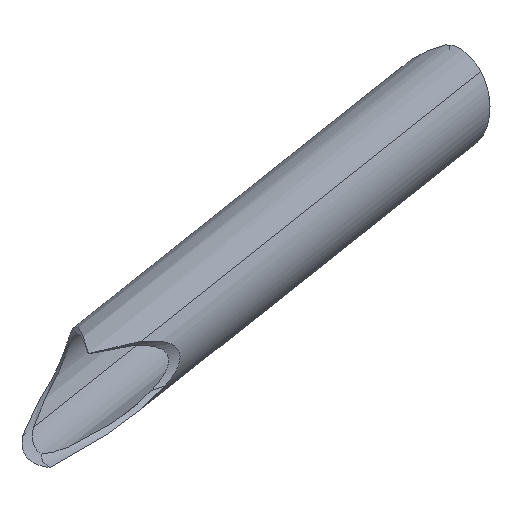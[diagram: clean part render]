
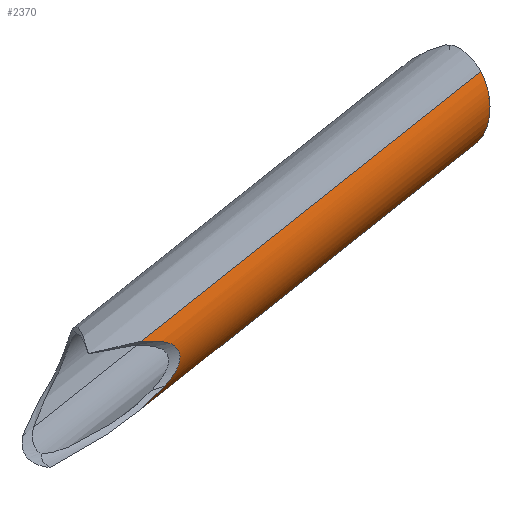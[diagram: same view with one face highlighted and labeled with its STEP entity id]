
A CAD part, top view. The second image highlights one B-rep face of the part: STEP entity #2370.
In plain terms, the highlighted cylindrical face has radius 12.5 mm (diameter 25 mm), a partial arc.
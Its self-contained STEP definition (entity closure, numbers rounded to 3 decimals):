
#971=CARTESIAN_POINT('Vertex',(-593.275,164.557,459.716)) ;
#975=CARTESIAN_POINT('Control Point',(-593.275,164.557,459.716)) ;
#976=CARTESIAN_POINT('Control Point',(-593.402,163.967,460.896)) ;
#977=CARTESIAN_POINT('Control Point',(-593.488,163.357,462.066)) ;
#978=CARTESIAN_POINT('Control Point',(-593.518,162.722,463.221)) ;
#979=CARTESIAN_POINT('Control Point',(-593.423,161.482,465.316)) ;
#980=CARTESIAN_POINT('Control Point',(-592.829,160.139,467.252)) ;
#981=CARTESIAN_POINT('Control Point',(-592.413,159.501,468.093)) ;
#982=CARTESIAN_POINT('Control Point',(-591.258,158.389,469.44)) ;
#983=CARTESIAN_POINT('Control Point',(-589.53,157.593,470.477)) ;
#984=CARTESIAN_POINT('Control Point',(-588.658,157.333,470.886)) ;
#985=CARTESIAN_POINT('Control Point',(-587.741,157.181,471.269)) ;
#986=CARTESIAN_POINT('Control Point',(-586.804,157.136,471.637)) ;
#987=CARTESIAN_POINT('Vertex',(-586.804,157.136,471.637)) ;
#2102=CARTESIAN_POINT('Vertex',(-505.711,234.566,177.215)) ;
#2105=CARTESIAN_POINT('Line Origine',(-550.295,198.921,321.053)) ;
#2120=CARTESIAN_POINT('Vertex',(-565.315,186.911,437.289)) ;
#2123=CARTESIAN_POINT('Line Origine',(-532.145,213.431,330.274)) ;
#2127=CARTESIAN_POINT('Vertex',(-485.42,250.789,179.527)) ;
#2156=CARTESIAN_POINT('Control Point',(-586.804,157.136,471.637)) ;
#2157=CARTESIAN_POINT('Control Point',(-584.682,158.206,467.47)) ;
#2158=CARTESIAN_POINT('Control Point',(-582.557,159.336,463.321)) ;
#2159=CARTESIAN_POINT('Control Point',(-580.437,160.525,459.209)) ;
#2160=CARTESIAN_POINT('Control Point',(-576.399,162.911,451.427)) ;
#2161=CARTESIAN_POINT('Control Point',(-572.352,165.581,443.742)) ;
#2162=CARTESIAN_POINT('Control Point',(-570.47,166.894,440.197)) ;
#2163=CARTESIAN_POINT('Control Point',(-567.491,169.095,434.638)) ;
#2164=CARTESIAN_POINT('Control Point',(-564.515,171.596,429.209)) ;
#2165=CARTESIAN_POINT('Control Point',(-563.469,172.522,427.321)) ;
#2166=CARTESIAN_POINT('Control Point',(-562.087,173.817,424.856)) ;
#2167=CARTESIAN_POINT('Control Point',(-560.716,175.264,422.476)) ;
#2168=CARTESIAN_POINT('Control Point',(-560.4,175.607,421.933)) ;
#2169=CARTESIAN_POINT('Control Point',(-560.085,175.961,421.395)) ;
#2170=CARTESIAN_POINT('Control Point',(-559.771,176.328,420.865)) ;
#2171=CARTESIAN_POINT('Vertex',(-559.771,176.328,420.865)) ;
#2192=CARTESIAN_POINT('Control Point',(-565.315,186.911,437.289)) ;
#2193=CARTESIAN_POINT('Control Point',(-564.346,187.011,435.224)) ;
#2194=CARTESIAN_POINT('Control Point',(-563.382,187.072,433.155)) ;
#2195=CARTESIAN_POINT('Control Point',(-562.438,187.085,431.112)) ;
#2196=CARTESIAN_POINT('Control Point',(-560.917,187.019,427.781)) ;
#2197=CARTESIAN_POINT('Control Point',(-559.439,186.716,424.445)) ;
#2198=CARTESIAN_POINT('Control Point',(-558.906,186.562,423.223)) ;
#2199=CARTESIAN_POINT('Control Point',(-558.084,186.245,421.306)) ;
#2200=CARTESIAN_POINT('Control Point',(-557.322,185.693,419.422)) ;
#2201=CARTESIAN_POINT('Control Point',(-557.074,185.469,418.791)) ;
#2202=CARTESIAN_POINT('Control Point',(-556.733,185.082,417.89)) ;
#2203=CARTESIAN_POINT('Control Point',(-556.463,184.519,417.07)) ;
#2204=CARTESIAN_POINT('Control Point',(-556.391,184.336,416.839)) ;
#2205=CARTESIAN_POINT('Control Point',(-556.294,184.005,416.491)) ;
#2206=CARTESIAN_POINT('Control Point',(-556.24,183.61,416.21)) ;
#2207=CARTESIAN_POINT('Control Point',(-556.227,183.449,416.115)) ;
#2208=CARTESIAN_POINT('Control Point',(-556.218,183.093,415.949)) ;
#2209=CARTESIAN_POINT('Control Point',(-556.25,182.71,415.86)) ;
#2210=CARTESIAN_POINT('Control Point',(-556.279,182.506,415.838)) ;
#2211=CARTESIAN_POINT('Control Point',(-556.369,182.03,415.837)) ;
#2212=CARTESIAN_POINT('Control Point',(-556.503,181.574,415.938)) ;
#2213=CARTESIAN_POINT('Control Point',(-556.59,181.323,416.023)) ;
#2214=CARTESIAN_POINT('Control Point',(-556.904,180.508,416.369)) ;
#2215=CARTESIAN_POINT('Control Point',(-557.275,179.801,416.881)) ;
#2216=CARTESIAN_POINT('Control Point',(-557.54,179.346,417.268)) ;
#2217=CARTESIAN_POINT('Control Point',(-558.138,178.404,418.178)) ;
#2218=CARTESIAN_POINT('Control Point',(-558.757,177.567,419.175)) ;
#2219=CARTESIAN_POINT('Control Point',(-559.092,177.138,419.725)) ;
#2220=CARTESIAN_POINT('Control Point',(-559.431,176.726,420.29)) ;
#2221=CARTESIAN_POINT('Control Point',(-559.771,176.328,420.865)) ;
#2243=CARTESIAN_POINT('Vertex',(-492.515,232.636,166.954)) ;
#2247=CARTESIAN_POINT('Control Point',(-492.515,232.636,166.955)) ;
#2248=CARTESIAN_POINT('Control Point',(-492.662,232.606,167.061)) ;
#2249=CARTESIAN_POINT('Control Point',(-492.811,232.577,167.168)) ;
#2250=CARTESIAN_POINT('Control Point',(-492.978,232.545,167.289)) ;
#2251=CARTESIAN_POINT('Control Point',(-493.535,232.445,167.694)) ;
#2252=CARTESIAN_POINT('Control Point',(-494.092,232.363,168.102)) ;
#2253=CARTESIAN_POINT('Control Point',(-494.447,232.318,168.362)) ;
#2254=CARTESIAN_POINT('Control Point',(-496.371,232.109,169.782)) ;
#2255=CARTESIAN_POINT('Control Point',(-498.292,232.109,171.231)) ;
#2256=CARTESIAN_POINT('Control Point',(-499.836,232.257,172.42)) ;
#2257=CARTESIAN_POINT('Control Point',(-501.995,232.703,174.119)) ;
#2258=CARTESIAN_POINT('Control Point',(-504.028,233.565,175.789)) ;
#2259=CARTESIAN_POINT('Control Point',(-504.609,233.855,176.272)) ;
#2260=CARTESIAN_POINT('Control Point',(-505.172,234.188,176.749)) ;
#2261=CARTESIAN_POINT('Control Point',(-505.711,234.566,177.215)) ;
#2306=CARTESIAN_POINT('Vertex',(-483.403,244.511,181.031)) ;
#2310=CARTESIAN_POINT('Control Point',(-492.515,232.636,166.954)) ;
#2311=CARTESIAN_POINT('Control Point',(-492.114,232.53,167.46)) ;
#2312=CARTESIAN_POINT('Control Point',(-491.713,232.451,167.971)) ;
#2313=CARTESIAN_POINT('Control Point',(-491.312,232.401,168.486)) ;
#2314=CARTESIAN_POINT('Control Point',(-489.808,232.32,170.441)) ;
#2315=CARTESIAN_POINT('Control Point',(-488.344,232.659,172.419)) ;
#2316=CARTESIAN_POINT('Control Point',(-487.31,233.15,173.862)) ;
#2317=CARTESIAN_POINT('Control Point',(-485.66,234.455,176.257)) ;
#2318=CARTESIAN_POINT('Control Point',(-484.404,236.541,178.279)) ;
#2319=CARTESIAN_POINT('Control Point',(-483.963,237.564,179.042)) ;
#2320=CARTESIAN_POINT('Control Point',(-483.409,239.517,180.121)) ;
#2321=CARTESIAN_POINT('Control Point',(-483.228,241.705,180.753)) ;
#2322=CARTESIAN_POINT('Control Point',(-483.221,242.637,180.931)) ;
#2323=CARTESIAN_POINT('Control Point',(-483.281,243.578,181.022)) ;
#2324=CARTESIAN_POINT('Control Point',(-483.403,244.511,181.031)) ;
#2339=CARTESIAN_POINT('Control Point',(-485.42,250.789,179.527)) ;
#2340=CARTESIAN_POINT('Control Point',(-484.685,249.417,180.24)) ;
#2341=CARTESIAN_POINT('Control Point',(-484.069,247.882,180.77)) ;
#2342=CARTESIAN_POINT('Control Point',(-483.625,246.209,181.048)) ;
#2343=CARTESIAN_POINT('Control Point',(-483.403,244.511,181.031)) ;
#2355=CARTESIAN_POINT('Axis2P3D Location',(-541.22,206.176,325.664)) ;
#2106=DIRECTION('Vector Direction',(0.288,0.23,-0.929)) ;
#2124=DIRECTION('Vector Direction',(0.288,0.23,-0.929)) ;
#2356=DIRECTION('Axis2P3D Direction',(0.288,0.23,-0.929)) ;
#2357=DIRECTION('Axis2P3D XDirection',(0.726,0.58,0.369)) ;
#2358=AXIS2_PLACEMENT_3D('Cylinder Axis2P3D',#2355,#2356,#2357) ;
#2361=ORIENTED_EDGE('',*,*,#2325,.T.) ;
#2362=ORIENTED_EDGE('',*,*,#2344,.F.) ;
#2363=ORIENTED_EDGE('',*,*,#2129,.F.) ;
#2364=ORIENTED_EDGE('',*,*,#2222,.T.) ;
#2365=ORIENTED_EDGE('',*,*,#2173,.F.) ;
#2366=ORIENTED_EDGE('',*,*,#989,.F.) ;
#2367=ORIENTED_EDGE('',*,*,#2109,.T.) ;
#2368=ORIENTED_EDGE('',*,*,#2262,.F.) ;
#2107=VECTOR('Line Direction',#2106,1.) ;
#2125=VECTOR('Line Direction',#2124,1.) ;
#2370=ADVANCED_FACE('Corps principal',(#2369),#2359,.T.) ;
#974=B_SPLINE_CURVE_WITH_KNOTS('',5,(#975,#976,#977,#978,#979,#980,#981,#982,#983,#984,#985,#986),.UNSPECIFIED.,.F.,.U.,(6,3,3,6),(0.,10.234,18.873,25.985),.UNSPECIFIED.) ;
#2155=B_SPLINE_CURVE_WITH_KNOTS('',5,(#2156,#2157,#2158,#2159,#2160,#2161,#2162,#2163,#2164,#2165,#2166,#2167,#2168,#2169,#2170),.UNSPECIFIED.,.F.,.U.,(6,3,3,3,6),(0.018,33.934,64.257,81.143,86.212),.UNSPECIFIED.) ;
#2191=B_SPLINE_CURVE_WITH_KNOTS('',5,(#2192,#2193,#2194,#2195,#2196,#2197,#2198,#2199,#2200,#2201,#2202,#2203,#2204,#2205,#2206,#2207,#2208,#2209,#2210,#2211,#2212,#2213,#2214,#2215,#2216,#2217,#2218,#2219,#2220,#2221),.UNSPECIFIED.,.F.,.U.,(6,3,3,3,3,3,3,3,3,6),(0.,16.143,25.878,31.022,33.148,34.459,35.915,37.865,42.543,48.041),.UNSPECIFIED.) ;
#2246=B_SPLINE_CURVE_WITH_KNOTS('',5,(#2247,#2248,#2249,#2250,#2251,#2252,#2253,#2254,#2255,#2256,#2257,#2258,#2259,#2260,#2261),.UNSPECIFIED.,.F.,.U.,(6,3,3,3,6),(1.866,3.66,6.785,20.632,26.342),.UNSPECIFIED.) ;
#2309=B_SPLINE_CURVE_WITH_KNOTS('',5,(#2310,#2311,#2312,#2313,#2314,#2315,#2316,#2317,#2318,#2319,#2320,#2321,#2322,#2323,#2324),.UNSPECIFIED.,.F.,.U.,(6,3,3,3,6),(2.005,6.629,19.435,28.831,35.485),.UNSPECIFIED.) ;
#2338=B_SPLINE_CURVE_WITH_KNOTS('',4,(#2339,#2340,#2341,#2342,#2343),.UNSPECIFIED.,.F.,.U.,(5,5),(0.,9.689),.UNSPECIFIED.) ;
#2359=CYLINDRICAL_SURFACE('generated cylinder',#2358,12.5) ;
#989=EDGE_CURVE('',#972,#988,#974,.T.) ;
#2109=EDGE_CURVE('',#972,#2103,#2108,.T.) ;
#2129=EDGE_CURVE('',#2121,#2128,#2126,.T.) ;
#2173=EDGE_CURVE('',#988,#2172,#2155,.T.) ;
#2222=EDGE_CURVE('',#2121,#2172,#2191,.T.) ;
#2262=EDGE_CURVE('',#2244,#2103,#2246,.T.) ;
#2325=EDGE_CURVE('',#2244,#2307,#2309,.T.) ;
#2344=EDGE_CURVE('',#2128,#2307,#2338,.T.) ;
#2360=EDGE_LOOP('',(#2361,#2362,#2363,#2364,#2365,#2366,#2367,#2368)) ;
#2369=FACE_OUTER_BOUND('',#2360,.T.) ;
#2108=LINE('Line',#2105,#2107) ;
#2126=LINE('Line',#2123,#2125) ;
#972=VERTEX_POINT('',#971) ;
#988=VERTEX_POINT('',#987) ;
#2103=VERTEX_POINT('',#2102) ;
#2121=VERTEX_POINT('',#2120) ;
#2128=VERTEX_POINT('',#2127) ;
#2172=VERTEX_POINT('',#2171) ;
#2244=VERTEX_POINT('',#2243) ;
#2307=VERTEX_POINT('',#2306) ;
